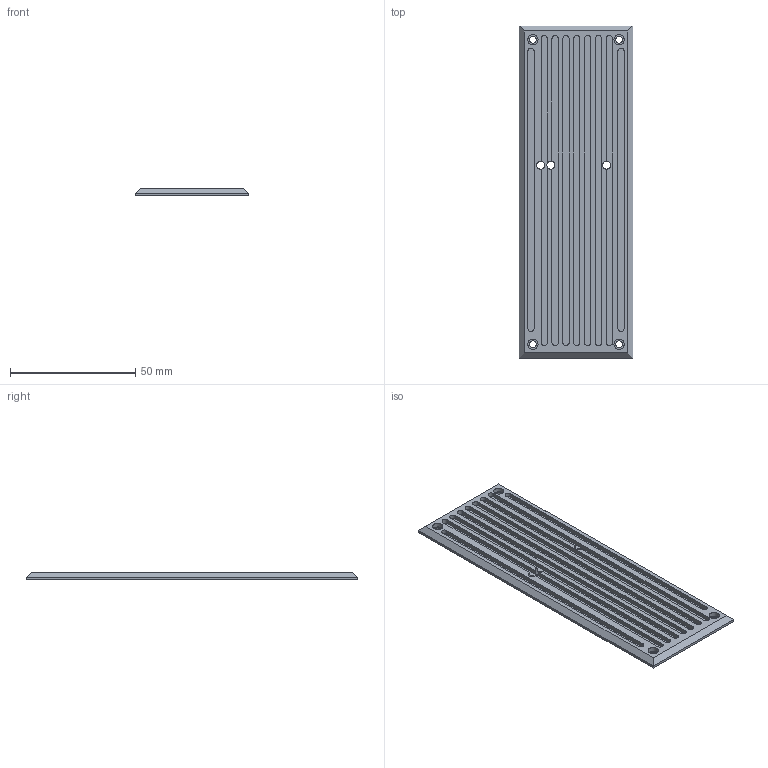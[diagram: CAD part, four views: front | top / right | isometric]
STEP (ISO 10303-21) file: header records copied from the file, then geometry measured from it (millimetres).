
FILE_DESCRIPTION(/* description */ (''),/* implementation_level */ '2;1');
FILE_NAME(/* name */ 'Component_Thor A1M1900XXL MOD2 Front Cover.step',/* time_stamp */ '2025-05-18T21:32:11-05:00',/* author */ (''),/* organization */ (''),/* preprocessor_version */ 'ST-DEVELOPER v20.1',/* originating_system */ 'Autodesk Translation Framework v14.4.0.0',/* authorisation */ '');
FILE_SCHEMA (('AUTOMOTIVE_DESIGN { 1 0 10303 214 3 1 1 }'));
Length unit declared in the file: millimetre
Products named in the file (1): 2025-05-18-21-32-11-000
Bounding box: 45.46 x 132.63 x 3 mm (x, y, z)
Volume: 12446.9 mm3; surface area: 16658.8 mm2
Topology: 1 solids, 1 shells, 74 faces, 185 edges, 122 vertices
Faces by surface type: plane 45, cylinder 29
Full cylindrical faces by diameter (mm): 2.7 x4, 3.2 x3, 4.1 x4
Entity records: 2284 total; most frequent: DIRECTION 401, CARTESIAN_POINT 382, ORIENTED_EDGE 370, EDGE_CURVE 185, AXIS2_PLACEMENT_3D 141, VERTEX_POINT 122, LINE 119, VECTOR 119
